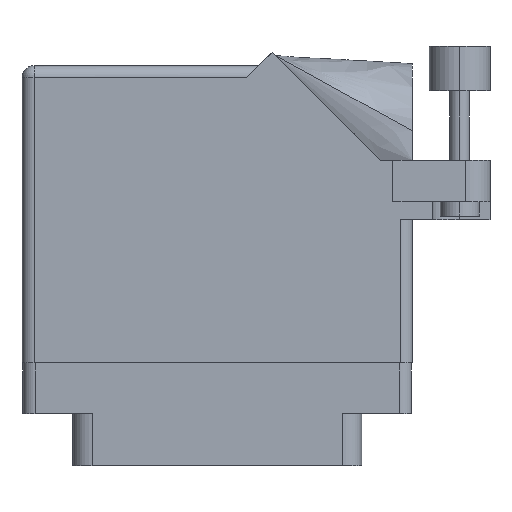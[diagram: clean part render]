
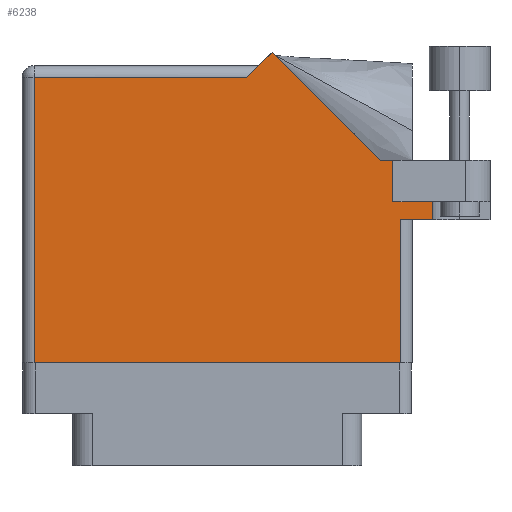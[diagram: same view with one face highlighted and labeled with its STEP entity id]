
A CAD part, front view. The second image highlights one B-rep face of the part: STEP entity #6238.
In plain terms, the highlighted face is planar.
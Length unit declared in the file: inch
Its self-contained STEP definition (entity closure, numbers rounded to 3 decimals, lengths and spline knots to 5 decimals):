
#50 = VECTOR ( 'NONE', #22487, 39.37008 ) ;
#156 = VERTEX_POINT ( 'NONE', #27425 ) ;
#276 = EDGE_LOOP ( 'NONE', ( #26953, #5919, #6741, #1489, #28206, #8609, #31170, #9984, #4490, #11732, #12349 ) ) ;
#423 = DIRECTION ( 'NONE',  ( 0., 1., 0. ) ) ;
#570 = DIRECTION ( 'NONE',  ( -1., 0., 0. ) ) ;
#872 = DIRECTION ( 'NONE',  ( 1., 0., 0. ) ) ;
#899 = VERTEX_POINT ( 'NONE', #36282 ) ;
#1428 = VECTOR ( 'NONE', #872, 39.37008 ) ;
#1489 = ORIENTED_EDGE ( 'NONE', *, *, #16853, .F. ) ;
#1668 = DIRECTION ( 'NONE',  ( 0., -1., 0. ) ) ;
#2237 = LINE ( 'NONE', #8263, #33507 ) ;
#2388 = CARTESIAN_POINT ( 'NONE',  ( 1.948, 0.737, 0. ) ) ;
#2405 = CARTESIAN_POINT ( 'NONE',  ( 1.28771, 1.60071, 0. ) ) ;
#2468 = LINE ( 'NONE', #18609, #16714 ) ;
#2620 = VERTEX_POINT ( 'NONE', #10033 ) ;
#3664 = DIRECTION ( 'NONE',  ( 0., 1., 0. ) ) ;
#3783 = LINE ( 'NONE', #24722, #1428 ) ;
#3862 = CARTESIAN_POINT ( 'NONE',  ( 1.948, 0., 0. ) ) ;
#4226 = CARTESIAN_POINT ( 'NONE',  ( 0., 0., 0. ) ) ;
#4254 = VECTOR ( 'NONE', #28847, 39.37008 ) ;
#4472 = CARTESIAN_POINT ( 'NONE',  ( 2.1115, 1.16177, 0. ) ) ;
#4490 = ORIENTED_EDGE ( 'NONE', *, *, #24382, .T. ) ;
#5919 = ORIENTED_EDGE ( 'NONE', *, *, #29685, .T. ) ;
#6238 = ADVANCED_FACE ( 'NONE', ( #7988 ), #18362, .F. ) ;
#6421 = CARTESIAN_POINT ( 'NONE',  ( 1.84442, 1.044, 0. ) ) ;
#6741 = ORIENTED_EDGE ( 'NONE', *, *, #29695, .T. ) ;
#7150 = DIRECTION ( 'NONE',  ( -1., 0., 0. ) ) ;
#7321 = LINE ( 'NONE', #25304, #10150 ) ;
#7893 = VERTEX_POINT ( 'NONE', #20280 ) ;
#7988 = FACE_OUTER_BOUND ( 'NONE', #276, .T. ) ;
#8263 = CARTESIAN_POINT ( 'NONE',  ( 0., 1.468, 0. ) ) ;
#8609 = ORIENTED_EDGE ( 'NONE', *, *, #28307, .T. ) ;
#8743 = CARTESIAN_POINT ( 'NONE',  ( 1.155, 1.468, 0. ) ) ;
#9565 = DIRECTION ( 'NONE',  ( -0.707, 0.707, 0. ) ) ;
#9984 = ORIENTED_EDGE ( 'NONE', *, *, #23848, .T. ) ;
#10033 = CARTESIAN_POINT ( 'NONE',  ( 0.062, 1.468, 0. ) ) ;
#10150 = VECTOR ( 'NONE', #7150, 39.37008 ) ;
#10778 = VERTEX_POINT ( 'NONE', #3862 ) ;
#10990 = VECTOR ( 'NONE', #12079, 39.37008 ) ;
#11732 = ORIENTED_EDGE ( 'NONE', *, *, #20048, .T. ) ;
#12079 = DIRECTION ( 'NONE',  ( 1., 0., 0. ) ) ;
#12349 = ORIENTED_EDGE ( 'NONE', *, *, #35110, .T. ) ;
#12460 = VERTEX_POINT ( 'NONE', #31863 ) ;
#12665 = CARTESIAN_POINT ( 'NONE',  ( 1.948, 0.737, 0. ) ) ;
#13223 = VERTEX_POINT ( 'NONE', #2405 ) ;
#13316 = VERTEX_POINT ( 'NONE', #8743 ) ;
#14704 = LINE ( 'NONE', #12665, #26557 ) ;
#14814 = AXIS2_PLACEMENT_3D ( 'NONE', #33819, #21663, #570 ) ;
#15336 = EDGE_CURVE ( 'NONE', #899, #7893, #7321, .T. ) ;
#15691 = CARTESIAN_POINT ( 'NONE',  ( 0.062, 0., 0. ) ) ;
#15992 = VERTEX_POINT ( 'NONE', #15691 ) ;
#16714 = VECTOR ( 'NONE', #423, 39.37008 ) ;
#16853 = EDGE_CURVE ( 'NONE', #18837, #156, #17201, .T. ) ;
#17201 = LINE ( 'NONE', #4472, #34678 ) ;
#17387 = EDGE_CURVE ( 'NONE', #12460, #18837, #17650, .T. ) ;
#17650 = LINE ( 'NONE', #33509, #10990 ) ;
#18036 = LINE ( 'NONE', #4226, #4254 ) ;
#18362 = PLANE ( 'NONE',  #14814 ) ;
#18448 = EDGE_CURVE ( 'NONE', #15992, #10778, #18036, .T. ) ;
#18609 = CARTESIAN_POINT ( 'NONE',  ( 1.91, 0.831, 0. ) ) ;
#18837 = VERTEX_POINT ( 'NONE', #36901 ) ;
#20048 = EDGE_CURVE ( 'NONE', #13316, #2620, #2237, .T. ) ;
#20280 = CARTESIAN_POINT ( 'NONE',  ( 1.84442, 1.044, 0. ) ) ;
#21663 = DIRECTION ( 'NONE',  ( 0., 0., -1. ) ) ;
#22350 = CARTESIAN_POINT ( 'NONE',  ( 0.062, 0., 0. ) ) ;
#22487 = DIRECTION ( 'NONE',  ( 0., -1., 0. ) ) ;
#23848 = EDGE_CURVE ( 'NONE', #7893, #13223, #31712, .T. ) ;
#24382 = EDGE_CURVE ( 'NONE', #13223, #13316, #30226, .T. ) ;
#24722 = CARTESIAN_POINT ( 'NONE',  ( 2.01, 0.737, 0. ) ) ;
#25304 = CARTESIAN_POINT ( 'NONE',  ( 2.41, 1.044, 0. ) ) ;
#25973 = CARTESIAN_POINT ( 'NONE',  ( 1.217, 1.53, 0. ) ) ;
#26557 = VECTOR ( 'NONE', #3664, 39.37008 ) ;
#26953 = ORIENTED_EDGE ( 'NONE', *, *, #18448, .T. ) ;
#27425 = CARTESIAN_POINT ( 'NONE',  ( 2.1115, 0.737, 0. ) ) ;
#28206 = ORIENTED_EDGE ( 'NONE', *, *, #17387, .F. ) ;
#28307 = EDGE_CURVE ( 'NONE', #12460, #899, #2468, .T. ) ;
#28847 = DIRECTION ( 'NONE',  ( 1., 0., 0. ) ) ;
#29189 = DIRECTION ( 'NONE',  ( -1., 0., 0. ) ) ;
#29685 = EDGE_CURVE ( 'NONE', #10778, #32878, #14704, .T. ) ;
#29695 = EDGE_CURVE ( 'NONE', #32878, #156, #3783, .T. ) ;
#30226 = LINE ( 'NONE', #25973, #33091 ) ;
#31170 = ORIENTED_EDGE ( 'NONE', *, *, #15336, .T. ) ;
#31712 = LINE ( 'NONE', #6421, #34106 ) ;
#31863 = CARTESIAN_POINT ( 'NONE',  ( 1.91, 0.831, 0. ) ) ;
#32878 = VERTEX_POINT ( 'NONE', #2388 ) ;
#33091 = VECTOR ( 'NONE', #35346, 39.37008 ) ;
#33245 = LINE ( 'NONE', #22350, #50 ) ;
#33507 = VECTOR ( 'NONE', #29189, 39.37008 ) ;
#33509 = CARTESIAN_POINT ( 'NONE',  ( 1.91, 0.831, 0. ) ) ;
#33819 = CARTESIAN_POINT ( 'NONE',  ( 0., 1.53, 0. ) ) ;
#34106 = VECTOR ( 'NONE', #9565, 39.37008 ) ;
#34678 = VECTOR ( 'NONE', #1668, 39.37008 ) ;
#35110 = EDGE_CURVE ( 'NONE', #2620, #15992, #33245, .T. ) ;
#35346 = DIRECTION ( 'NONE',  ( -0.707, -0.707, 0. ) ) ;
#36282 = CARTESIAN_POINT ( 'NONE',  ( 1.91, 1.044, 0. ) ) ;
#36901 = CARTESIAN_POINT ( 'NONE',  ( 2.1115, 0.831, 0. ) ) ;
